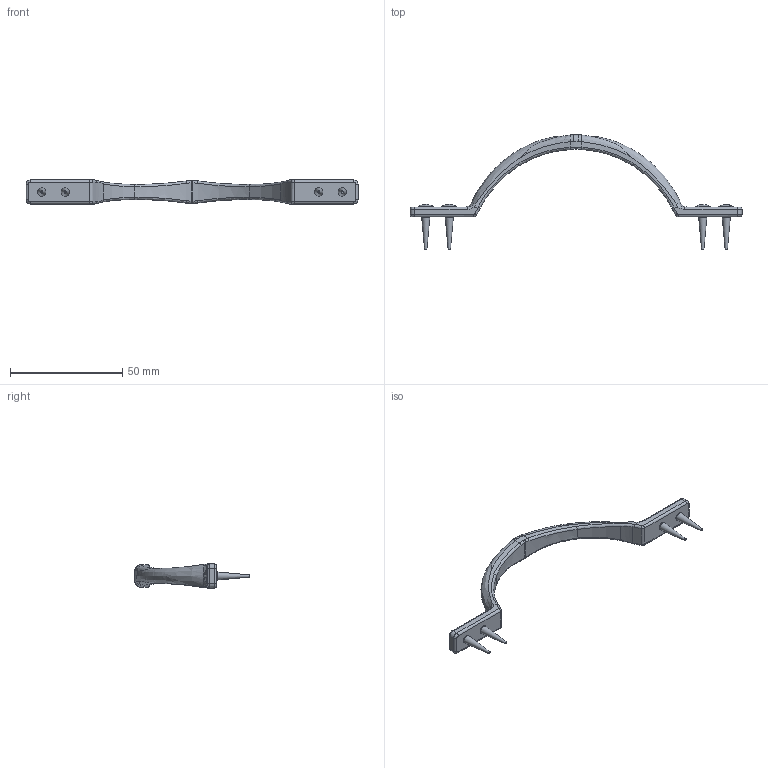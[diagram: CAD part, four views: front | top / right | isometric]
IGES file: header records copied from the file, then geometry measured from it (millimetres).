
Global section: file name: P844-B; native system: Autodesk Inventor 2018; preprocessor: unknown; author: ashami; date: 20180917.134012; units: millimetre
Bounding box: 148 x 51.15 x 10.7 mm (x, y, z)
Volume: 7645.8 mm3; surface area: 5475.5 mm2
Topology: 5 solids, 5 shells, 149 faces, 384 edges, 237 vertices
Faces by surface type: bspline 149
